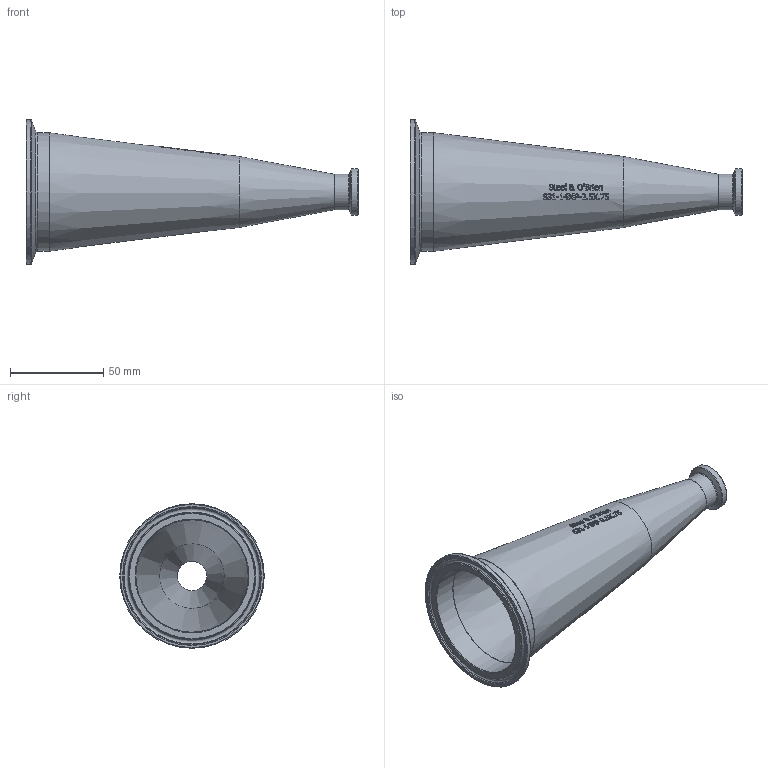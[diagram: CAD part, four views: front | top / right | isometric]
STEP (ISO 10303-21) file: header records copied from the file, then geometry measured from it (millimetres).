
FILE_DESCRIPTION(/* description */ (''),/* implementation_level */ '2;1');
FILE_NAME(/* name */ 'S31-14MP-25X.75.stp',/* time_stamp */ '2018-11-27T16:39:27-05:00',/* author */ ('rick'),/* organization */ (''),/* preprocessor_version */ 'ST-DEVELOPER v15.2',/* originating_system */ 'Autodesk Inventor 2014',/* authorisation */ '');
FILE_SCHEMA (('AUTOMOTIVE_DESIGN { 1 0 10303 214 3 1 1 }'));
Length unit declared in the file: inch
Products named in the file (1): S31-14MP-25X.75
Bounding box: 177.8 x 77.39 x 77.39 mm (x, y, z)
Volume: 44274.1 mm3; surface area: 50787.4 mm2
Topology: 1 solids, 1 shells, 482 faces, 1281 edges, 847 vertices
Faces by surface type: plane 210, bspline 201, cone 49, torus 15, cylinder 7
Full cylindrical faces by diameter (mm): 15.748 x1, 19.05 x1, 21.895 x1, 24.994 x1, 60.198 x1, 63.5 x1, 77.394 x1
Entity records: 18454 total; most frequent: CARTESIAN_POINT 7662, ORIENTED_EDGE 2496, DIRECTION 1655, EDGE_CURVE 1248, VERTEX_POINT 845, LINE 585, VECTOR 585, EDGE_LOOP 561
